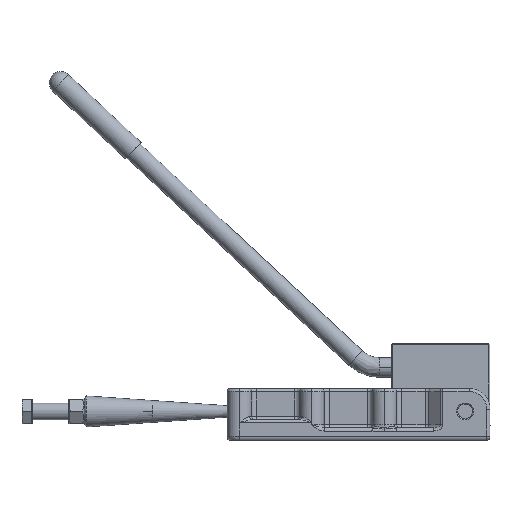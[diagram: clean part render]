
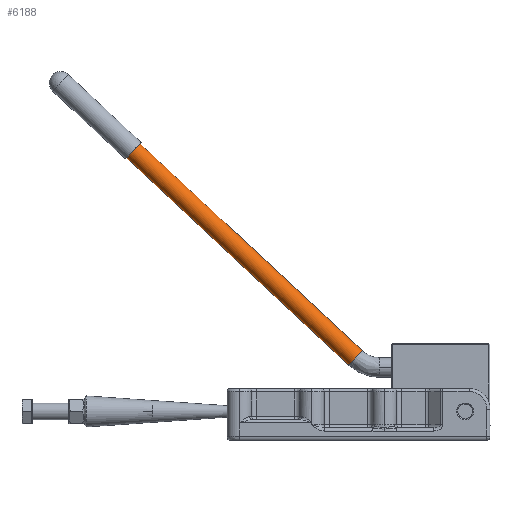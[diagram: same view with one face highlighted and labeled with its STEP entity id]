
A CAD part, top view. The second image highlights one B-rep face of the part: STEP entity #6188.
In plain terms, the highlighted cylindrical face has radius 9.5 mm (diameter 19 mm), a partial arc.
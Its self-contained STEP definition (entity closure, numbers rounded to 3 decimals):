
#581=CYLINDRICAL_SURFACE('',#6730,9.5);
#832=FACE_OUTER_BOUND('',#1282,.T.);
#1282=EDGE_LOOP('',(#4785,#4786,#4787,#4788));
#1750=LINE('',#9672,#2117);
#1751=LINE('',#9675,#2118);
#2117=VECTOR('',#7864,387.41);
#2118=VECTOR('',#7867,387.41);
#2431=CIRCLE('',#6731,9.5);
#2432=CIRCLE('',#6732,9.5);
#2879=VERTEX_POINT('',#9662);
#2880=VERTEX_POINT('',#9664);
#2882=VERTEX_POINT('',#9671);
#2883=VERTEX_POINT('',#9673);
#3555=EDGE_CURVE('',#2880,#2879,#2431,.T.);
#3556=EDGE_CURVE('',#2880,#2882,#1750,.T.);
#3557=EDGE_CURVE('',#2883,#2882,#2432,.F.);
#3558=EDGE_CURVE('',#2879,#2883,#1751,.T.);
#4785=ORIENTED_EDGE('',*,*,#3555,.F.);
#4786=ORIENTED_EDGE('',*,*,#3556,.T.);
#4787=ORIENTED_EDGE('',*,*,#3557,.F.);
#4788=ORIENTED_EDGE('',*,*,#3558,.F.);
#6188=ADVANCED_FACE('',(#832),#581,.T.);
#6730=AXIS2_PLACEMENT_3D('',#9669,#7860,#7861);
#6731=AXIS2_PLACEMENT_3D('',#9670,#7862,#7863);
#6732=AXIS2_PLACEMENT_3D('',#9674,#7865,#7866);
#7860=DIRECTION('center_axis',(-0.731,0.682,0.));
#7861=DIRECTION('ref_axis',(0.,0.,
-1.));
#7862=DIRECTION('center_axis',(0.731,-0.682,0.));
#7863=DIRECTION('ref_axis',(0.682,0.731,0.));
#7864=DIRECTION('',(-0.731,0.682,0.));
#7865=DIRECTION('center_axis',(0.731,-0.682,0.));
#7866=DIRECTION('ref_axis',(0.,0.,
-1.));
#7867=DIRECTION('',(-0.731,0.682,0.));
#9662=CARTESIAN_POINT('',(-9.418,73.82,-0.15));
#9664=CARTESIAN_POINT('',(3.54,87.716,-0.15));
#9669=CARTESIAN_POINT('Origin',(11.228,67.558,-0.15));
#9670=CARTESIAN_POINT('Origin',(-2.939,80.768,-0.15));
#9671=CARTESIAN_POINT('',(-279.794,351.929,-0.15));
#9672=CARTESIAN_POINT('',(3.54,87.716,-0.15));
#9673=CARTESIAN_POINT('',(-292.752,338.033,-0.15));
#9674=CARTESIAN_POINT('Origin',(-286.273,344.981,-0.15));
#9675=CARTESIAN_POINT('',(-9.418,73.82,-0.15));
